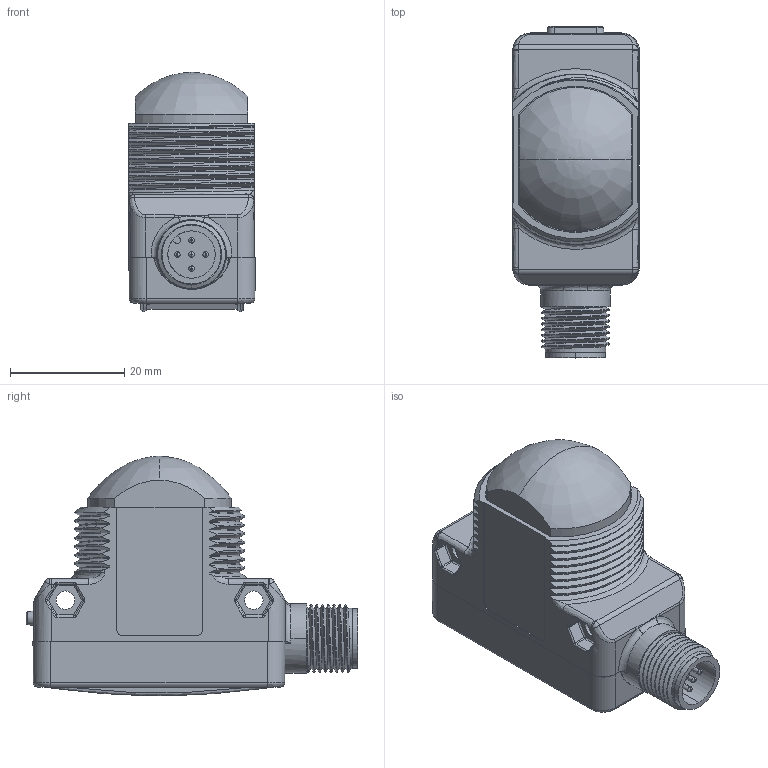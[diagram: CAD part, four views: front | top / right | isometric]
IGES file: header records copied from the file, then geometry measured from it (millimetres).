
Start section:  PTC IGES file: 140597.igs
Global section: file name: 140597.igs; native system: Pro/ENGINEER by Parametric Technology Corporation; preprocessor: 2006170; author: banengservice; organization: Unknown; date: 20080602.124347; units: inch
Bounding box: 22.17 x 58.13 x 41.9 mm (x, y, z)
Volume: 28360.3 mm3; surface area: 9452.6 mm2
Topology: 1 solids, 1 shells, 488 faces, 1176 edges, 697 vertices
Faces by surface type: revolution 302, bspline 186
